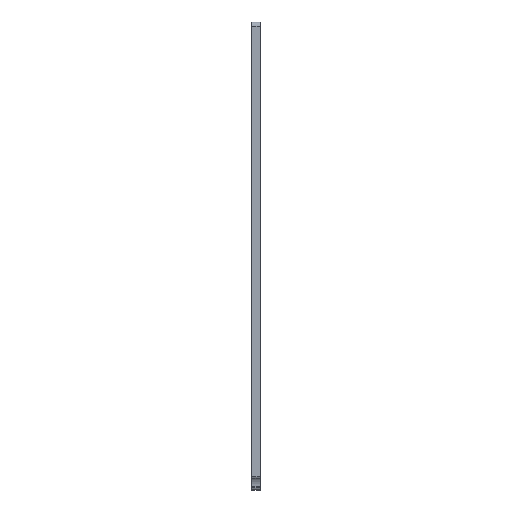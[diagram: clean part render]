
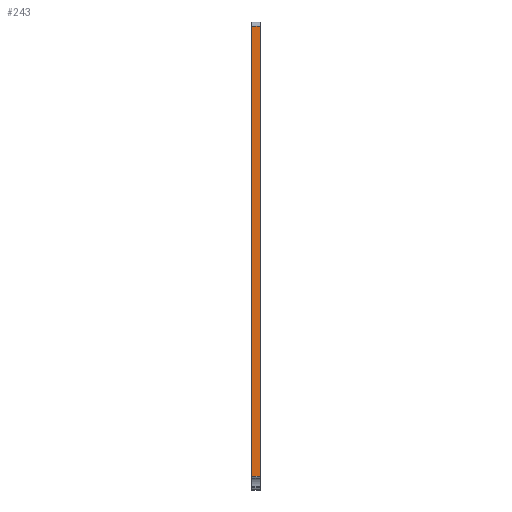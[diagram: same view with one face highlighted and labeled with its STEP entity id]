
A CAD part, left-side view. The second image highlights one B-rep face of the part: STEP entity #243.
In plain terms, the highlighted planar face has unit normal (-1, 0, 0).
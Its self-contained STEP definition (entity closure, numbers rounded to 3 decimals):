
#9 = EDGE_CURVE ( 'NONE', #428, #775, #834, .T. ) ;
#84 = ORIENTED_EDGE ( 'NONE', *, *, #1692, .T. ) ;
#161 = ORIENTED_EDGE ( 'NONE', *, *, #9, .T. ) ;
#201 = VECTOR ( 'NONE', #1392, 1000. ) ;
#240 = VERTEX_POINT ( 'NONE', #1613 ) ;
#243 = ADVANCED_FACE ( 'NONE', ( #1955 ), #1437, .F. ) ;
#338 = VECTOR ( 'NONE', #539, 1000. ) ;
#428 = VERTEX_POINT ( 'NONE', #1354 ) ;
#437 = CARTESIAN_POINT ( 'NONE',  ( -255., 9.525, -255. ) ) ;
#515 = LINE ( 'NONE', #529, #338 ) ;
#529 = CARTESIAN_POINT ( 'NONE',  ( -255., 9.525, -255. ) ) ;
#539 = DIRECTION ( 'NONE',  ( 0., 0., 1. ) ) ;
#641 = DIRECTION ( 'NONE',  ( 0., 1., 0. ) ) ;
#658 = VECTOR ( 'NONE', #1544, 1000. ) ;
#679 = CARTESIAN_POINT ( 'NONE',  ( -255., 9.525, 266. ) ) ;
#707 = CARTESIAN_POINT ( 'NONE',  ( -255., 0., -255. ) ) ;
#755 = DIRECTION ( 'NONE',  ( 0., 0., -1. ) ) ;
#775 = VERTEX_POINT ( 'NONE', #679 ) ;
#834 = LINE ( 'NONE', #2201, #988 ) ;
#860 = LINE ( 'NONE', #1926, #658 ) ;
#912 = DIRECTION ( 'NONE',  ( 1., 0., 0. ) ) ;
#988 = VECTOR ( 'NONE', #641, 1000. ) ;
#1043 = VERTEX_POINT ( 'NONE', #1813 ) ;
#1168 = ORIENTED_EDGE ( 'NONE', *, *, #1410, .T. ) ;
#1354 = CARTESIAN_POINT ( 'NONE',  ( -255., 0., 266. ) ) ;
#1365 = EDGE_LOOP ( 'NONE', ( #1788, #84, #1168, #161 ) ) ;
#1392 = DIRECTION ( 'NONE',  ( 0., 0., 1. ) ) ;
#1410 = EDGE_CURVE ( 'NONE', #1043, #428, #1560, .T. ) ;
#1437 = PLANE ( 'NONE',  #1950 ) ;
#1544 = DIRECTION ( 'NONE',  ( 0., -1., 0. ) ) ;
#1560 = LINE ( 'NONE', #707, #201 ) ;
#1613 = CARTESIAN_POINT ( 'NONE',  ( -255., 9.525, -258. ) ) ;
#1692 = EDGE_CURVE ( 'NONE', #240, #1043, #860, .T. ) ;
#1788 = ORIENTED_EDGE ( 'NONE', *, *, #1845, .F. ) ;
#1813 = CARTESIAN_POINT ( 'NONE',  ( -255., 0., -258. ) ) ;
#1845 = EDGE_CURVE ( 'NONE', #240, #775, #515, .T. ) ;
#1926 = CARTESIAN_POINT ( 'NONE',  ( -255., 0., -258. ) ) ;
#1950 = AXIS2_PLACEMENT_3D ( 'NONE', #437, #912, #755 ) ;
#1955 = FACE_OUTER_BOUND ( 'NONE', #1365, .T. ) ;
#2201 = CARTESIAN_POINT ( 'NONE',  ( -255., 9.525, 266. ) ) ;
